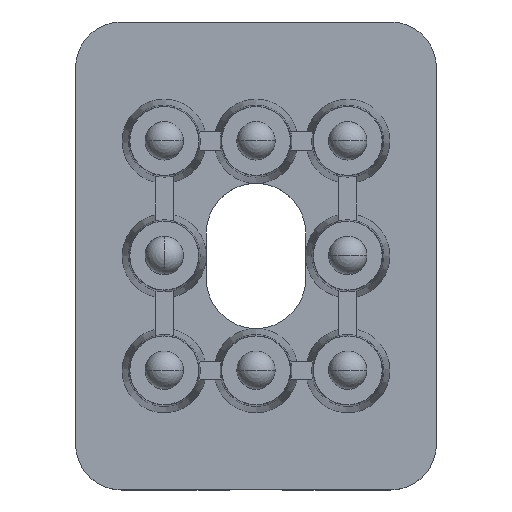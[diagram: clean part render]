
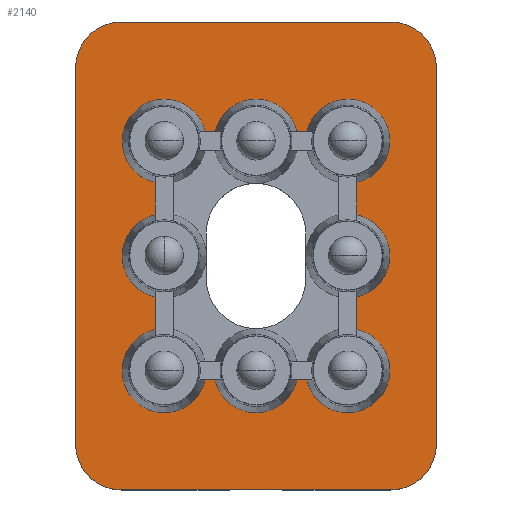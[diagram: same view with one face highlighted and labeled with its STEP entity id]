
A CAD part, top view. The second image highlights one B-rep face of the part: STEP entity #2140.
In plain terms, the highlighted planar face has unit normal (0, 0, 1).
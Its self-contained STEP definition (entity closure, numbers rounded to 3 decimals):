
#10=CARTESIAN_POINT('',(53.239,84.139,46.75));
#20=DIRECTION('',(0.,0.,1.));
#30=DIRECTION('',(1.,0.,0.));
#40=AXIS2_PLACEMENT_3D('',#10,#20,#30);
#50=PLANE('',#40);
#60=CARTESIAN_POINT('',(44.05,95.45,46.75));
#70=DIRECTION('',(0.,0.,1.));
#80=DIRECTION('',(1.,0.,0.));
#90=AXIS2_PLACEMENT_3D('',#60,#70,#80);
#100=CIRCLE('',#90,2.75);
#110=CARTESIAN_POINT('',(46.734,96.05,46.75));
#120=VERTEX_POINT('',#110);
#130=CARTESIAN_POINT('',(43.45,92.766,46.75));
#140=VERTEX_POINT('',#130);
#150=EDGE_CURVE('',#120,#140,#100,.T.);
#160=ORIENTED_EDGE('',*,*,#150,.F.);
#170=CARTESIAN_POINT('',(43.45,84.139,46.75));
#180=DIRECTION('',(0.,-1.,0.));
#190=VECTOR('',#180,1.);
#200=LINE('',#170,#190);
#210=CARTESIAN_POINT('',(43.45,90.634,46.75));
#220=VERTEX_POINT('',#210);
#230=EDGE_CURVE('',#140,#220,#200,.T.);
#240=ORIENTED_EDGE('',*,*,#230,.F.);
#250=CARTESIAN_POINT('',(44.05,87.95,46.75));
#260=DIRECTION('',(0.,0.,1.));
#270=DIRECTION('',(1.,0.,0.));
#280=AXIS2_PLACEMENT_3D('',#250,#260,#270);
#290=CIRCLE('',#280,2.75);
#300=CARTESIAN_POINT('',(43.45,85.266,46.75));
#310=VERTEX_POINT('',#300);
#320=EDGE_CURVE('',#220,#310,#290,.T.);
#330=ORIENTED_EDGE('',*,*,#320,.F.);
#340=CARTESIAN_POINT('',(43.45,84.139,46.75));
#350=DIRECTION('',(0.,-1.,0.));
#360=VECTOR('',#350,1.);
#370=LINE('',#340,#360);
#380=CARTESIAN_POINT('',(43.45,83.134,46.75));
#390=VERTEX_POINT('',#380);
#400=EDGE_CURVE('',#310,#390,#370,.T.);
#410=ORIENTED_EDGE('',*,*,#400,.F.);
#420=CARTESIAN_POINT('',(44.05,80.45,46.75));
#430=DIRECTION('',(0.,0.,1.));
#440=DIRECTION('',(1.,0.,0.));
#450=AXIS2_PLACEMENT_3D('',#420,#430,#440);
#460=CIRCLE('',#450,2.75);
#470=CARTESIAN_POINT('',(46.734,79.85,46.75));
#480=VERTEX_POINT('',#470);
#490=EDGE_CURVE('',#390,#480,#460,.T.);
#500=ORIENTED_EDGE('',*,*,#490,.F.);
#510=CARTESIAN_POINT('',(53.239,79.85,46.75));
#520=DIRECTION('',(1.,0.,0.));
#530=VECTOR('',#520,1.);
#540=LINE('',#510,#530);
#550=CARTESIAN_POINT('',(47.366,79.85,46.75));
#560=VERTEX_POINT('',#550);
#570=EDGE_CURVE('',#480,#560,#540,.T.);
#580=ORIENTED_EDGE('',*,*,#570,.F.);
#590=CARTESIAN_POINT('',(50.05,80.45,46.75));
#600=DIRECTION('',(0.,0.,1.));
#610=DIRECTION('',(1.,0.,0.));
#620=AXIS2_PLACEMENT_3D('',#590,#600,#610);
#630=CIRCLE('',#620,2.75);
#640=CARTESIAN_POINT('',(52.734,79.85,46.75));
#650=VERTEX_POINT('',#640);
#660=EDGE_CURVE('',#560,#650,#630,.T.);
#670=ORIENTED_EDGE('',*,*,#660,.F.);
#680=CARTESIAN_POINT('',(53.239,79.85,46.75));
#690=DIRECTION('',(1.,0.,0.));
#700=VECTOR('',#690,1.);
#710=LINE('',#680,#700);
#720=CARTESIAN_POINT('',(53.366,79.85,46.75));
#730=VERTEX_POINT('',#720);
#740=EDGE_CURVE('',#650,#730,#710,.T.);
#750=ORIENTED_EDGE('',*,*,#740,.F.);
#760=CARTESIAN_POINT('',(56.05,80.45,46.75));
#770=DIRECTION('',(0.,0.,1.));
#780=DIRECTION('',(1.,0.,0.));
#790=AXIS2_PLACEMENT_3D('',#760,#770,#780);
#800=CIRCLE('',#790,2.75);
#810=CARTESIAN_POINT('',(56.65,83.134,46.75));
#820=VERTEX_POINT('',#810);
#830=EDGE_CURVE('',#730,#820,#800,.T.);
#840=ORIENTED_EDGE('',*,*,#830,.F.);
#850=CARTESIAN_POINT('',(56.65,84.139,46.75));
#860=DIRECTION('',(0.,1.,0.));
#870=VECTOR('',#860,1.);
#880=LINE('',#850,#870);
#890=CARTESIAN_POINT('',(56.65,85.266,46.75));
#900=VERTEX_POINT('',#890);
#910=EDGE_CURVE('',#820,#900,#880,.T.);
#920=ORIENTED_EDGE('',*,*,#910,.F.);
#930=CARTESIAN_POINT('',(56.05,87.95,46.75));
#940=DIRECTION('',(0.,0.,1.));
#950=DIRECTION('',(1.,0.,0.));
#960=AXIS2_PLACEMENT_3D('',#930,#940,#950);
#970=CIRCLE('',#960,2.75);
#980=CARTESIAN_POINT('',(56.65,90.634,46.75));
#990=VERTEX_POINT('',#980);
#1000=EDGE_CURVE('',#900,#990,#970,.T.);
#1010=ORIENTED_EDGE('',*,*,#1000,.F.);
#1020=CARTESIAN_POINT('',(56.65,84.139,46.75));
#1030=DIRECTION('',(0.,1.,0.));
#1040=VECTOR('',#1030,1.);
#1050=LINE('',#1020,#1040);
#1060=CARTESIAN_POINT('',(56.65,92.766,46.75));
#1070=VERTEX_POINT('',#1060);
#1080=EDGE_CURVE('',#990,#1070,#1050,.T.);
#1090=ORIENTED_EDGE('',*,*,#1080,.F.);
#1100=CARTESIAN_POINT('',(56.05,95.45,46.75));
#1110=DIRECTION('',(0.,0.,1.));
#1120=DIRECTION('',(1.,0.,0.));
#1130=AXIS2_PLACEMENT_3D('',#1100,#1110,#1120);
#1140=CIRCLE('',#1130,2.75);
#1150=CARTESIAN_POINT('',(53.366,96.05,46.75));
#1160=VERTEX_POINT('',#1150);
#1170=EDGE_CURVE('',#1070,#1160,#1140,.T.);
#1180=ORIENTED_EDGE('',*,*,#1170,.F.);
#1190=CARTESIAN_POINT('',(53.239,96.05,46.75));
#1200=DIRECTION('',(-1.,0.,0.));
#1210=VECTOR('',#1200,1.);
#1220=LINE('',#1190,#1210);
#1230=CARTESIAN_POINT('',(52.734,96.05,46.75));
#1240=VERTEX_POINT('',#1230);
#1250=EDGE_CURVE('',#1160,#1240,#1220,.T.);
#1260=ORIENTED_EDGE('',*,*,#1250,.F.);
#1270=CARTESIAN_POINT('',(50.05,95.45,46.75));
#1280=DIRECTION('',(0.,0.,1.));
#1290=DIRECTION('',(1.,0.,0.));
#1300=AXIS2_PLACEMENT_3D('',#1270,#1280,#1290);
#1310=CIRCLE('',#1300,2.75);
#1320=CARTESIAN_POINT('',(47.366,96.05,46.75));
#1330=VERTEX_POINT('',#1320);
#1340=EDGE_CURVE('',#1240,#1330,#1310,.T.);
#1350=ORIENTED_EDGE('',*,*,#1340,.F.);
#1360=CARTESIAN_POINT('',(53.239,96.05,46.75));
#1370=DIRECTION('',(-1.,0.,0.));
#1380=VECTOR('',#1370,1.);
#1390=LINE('',#1360,#1380);
#1400=EDGE_CURVE('',#1330,#120,#1390,.T.);
#1410=ORIENTED_EDGE('',*,*,#1400,.F.);
#1420=EDGE_LOOP('',(#1410,#1350,#1260,#1180,#1090,#1010,#920,#840,#750,
#670,#580,#500,#410,#330,#240,#160));
#1430=FACE_BOUND('',#1420,.T.);
#1440=CARTESIAN_POINT('',(41.25,100.25,46.75));
#1450=DIRECTION('',(0.,0.,-1.));
#1460=DIRECTION('',(-1.,0.,0.));
#1470=AXIS2_PLACEMENT_3D('',#1440,#1450,#1460);
#1480=CIRCLE('',#1470,3.);
#1490=CARTESIAN_POINT('',(38.25,100.25,46.75));
#1500=VERTEX_POINT('',#1490);
#1510=CARTESIAN_POINT('',(41.25,103.25,46.75));
#1520=VERTEX_POINT('',#1510);
#1530=EDGE_CURVE('',#1500,#1520,#1480,.T.);
#1540=ORIENTED_EDGE('',*,*,#1530,.F.);
#1550=CARTESIAN_POINT('',(61.85,103.25,46.75));
#1560=DIRECTION('',(-1.,0.,0.));
#1570=VECTOR('',#1560,1.);
#1580=LINE('',#1550,#1570);
#1590=CARTESIAN_POINT('',(58.85,103.25,46.75));
#1600=VERTEX_POINT('',#1590);
#1610=EDGE_CURVE('',#1600,#1520,#1580,.T.);
#1620=ORIENTED_EDGE('',*,*,#1610,.T.);
#1630=CARTESIAN_POINT('',(58.85,100.25,46.75));
#1640=DIRECTION('',(0.,0.,1.));
#1650=DIRECTION('',(1.,0.,0.));
#1660=AXIS2_PLACEMENT_3D('',#1630,#1640,#1650);
#1670=CIRCLE('',#1660,3.);
#1680=CARTESIAN_POINT('',(61.85,100.25,46.75));
#1690=VERTEX_POINT('',#1680);
#1700=EDGE_CURVE('',#1690,#1600,#1670,.T.);
#1710=ORIENTED_EDGE('',*,*,#1700,.T.);
#1720=CARTESIAN_POINT('',(61.85,72.65,46.75));
#1730=DIRECTION('',(0.,1.,0.));
#1740=VECTOR('',#1730,1.);
#1750=LINE('',#1720,#1740);
#1760=CARTESIAN_POINT('',(61.85,75.65,46.75));
#1770=VERTEX_POINT('',#1760);
#1780=EDGE_CURVE('',#1770,#1690,#1750,.T.);
#1790=ORIENTED_EDGE('',*,*,#1780,.T.);
#1800=CARTESIAN_POINT('',(58.85,75.65,46.75));
#1810=DIRECTION('',(0.,0.,1.));
#1820=DIRECTION('',(1.,0.,0.));
#1830=AXIS2_PLACEMENT_3D('',#1800,#1810,#1820);
#1840=CIRCLE('',#1830,3.);
#1850=CARTESIAN_POINT('',(58.85,72.65,46.75));
#1860=VERTEX_POINT('',#1850);
#1870=EDGE_CURVE('',#1860,#1770,#1840,.T.);
#1880=ORIENTED_EDGE('',*,*,#1870,.T.);
#1890=CARTESIAN_POINT('',(38.25,72.65,46.75));
#1900=DIRECTION('',(1.,0.,0.));
#1910=VECTOR('',#1900,1.);
#1920=LINE('',#1890,#1910);
#1930=CARTESIAN_POINT('',(41.25,72.65,46.75));
#1940=VERTEX_POINT('',#1930);
#1950=EDGE_CURVE('',#1940,#1860,#1920,.T.);
#1960=ORIENTED_EDGE('',*,*,#1950,.T.);
#1970=CARTESIAN_POINT('',(41.25,75.65,46.75));
#1980=DIRECTION('',(0.,0.,1.));
#1990=DIRECTION('',(1.,0.,0.));
#2000=AXIS2_PLACEMENT_3D('',#1970,#1980,#1990);
#2010=CIRCLE('',#2000,3.);
#2020=CARTESIAN_POINT('',(38.25,75.65,46.75));
#2030=VERTEX_POINT('',#2020);
#2040=EDGE_CURVE('',#2030,#1940,#2010,.T.);
#2050=ORIENTED_EDGE('',*,*,#2040,.T.);
#2060=CARTESIAN_POINT('',(38.25,103.25,46.75));
#2070=DIRECTION('',(0.,-1.,0.));
#2080=VECTOR('',#2070,1.);
#2090=LINE('',#2060,#2080);
#2100=EDGE_CURVE('',#1500,#2030,#2090,.T.);
#2110=ORIENTED_EDGE('',*,*,#2100,.T.);
#2120=EDGE_LOOP('',(#2110,#2050,#1960,#1880,#1790,#1710,#1620,#1540));
#2130=FACE_OUTER_BOUND('',#2120,.T.);
#2140=ADVANCED_FACE('',(#1430,#2130),#50,.T.);
